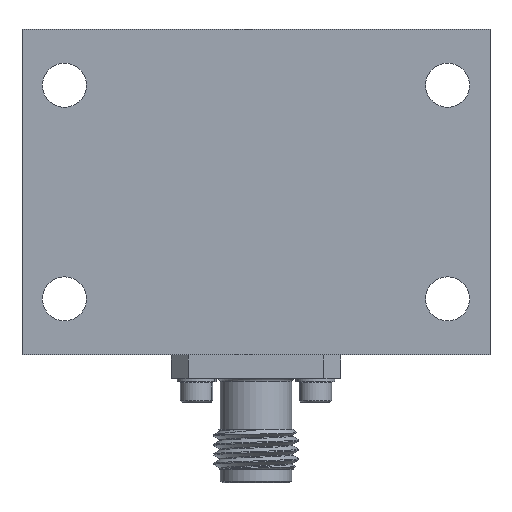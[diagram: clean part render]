
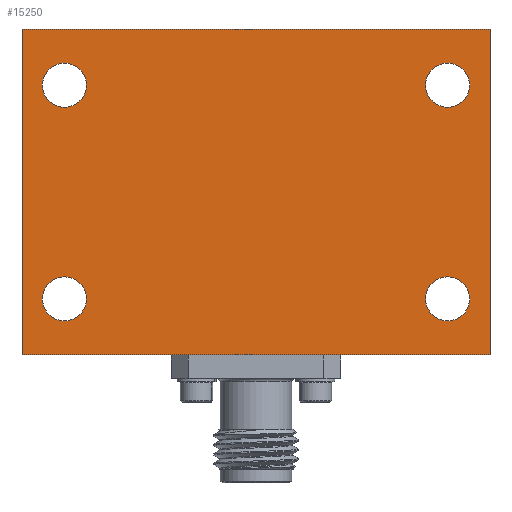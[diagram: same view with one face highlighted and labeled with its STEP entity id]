
A CAD part, front view. The second image highlights one B-rep face of the part: STEP entity #15250.
In plain terms, the highlighted planar face has unit normal (0, -1, 0).
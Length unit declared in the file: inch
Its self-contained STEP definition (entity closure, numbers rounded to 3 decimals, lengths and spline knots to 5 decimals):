
#46 = LINE ( 'NONE', #8041, #2364 ) ;
#161 = CIRCLE ( 'NONE', #15050, 0.065 ) ;
#460 = CIRCLE ( 'NONE', #14490, 0.065 ) ;
#628 = AXIS2_PLACEMENT_3D ( 'NONE', #14571, #22682, #4440 ) ;
#767 = DIRECTION ( 'NONE',  ( 0., -1., 0. ) ) ;
#1092 = CARTESIAN_POINT ( 'NONE',  ( -0.44, -0.285, -0.48 ) ) ;
#1292 = EDGE_LOOP ( 'NONE', ( #2822, #21672 ) ) ;
#1353 = DIRECTION ( 'NONE',  ( 0., -1., 0. ) ) ;
#1810 = VERTEX_POINT ( 'NONE', #25237 ) ;
#2195 = DIRECTION ( 'NONE',  ( 0., 0., -1. ) ) ;
#2364 = VECTOR ( 'NONE', #22006, 39.37008 ) ;
#2600 = EDGE_CURVE ( 'NONE', #18693, #1810, #460, .T. ) ;
#2822 = ORIENTED_EDGE ( 'NONE', *, *, #18100, .F. ) ;
#3016 = DIRECTION ( 'NONE',  ( 0., -1., 0. ) ) ;
#3326 = CARTESIAN_POINT ( 'NONE',  ( 0.565, -0.285, -0.25 ) ) ;
#3663 = CARTESIAN_POINT ( 'NONE',  ( -0.565, -0.285, -0.315 ) ) ;
#3825 = LINE ( 'NONE', #14091, #25595 ) ;
#4440 = DIRECTION ( 'NONE',  ( 0., 0., -1. ) ) ;
#4886 = DIRECTION ( 'NONE',  ( 0., -1., 0. ) ) ;
#5005 = DIRECTION ( 'NONE',  ( 0., 0., -1. ) ) ;
#5192 = CIRCLE ( 'NONE', #10759, 0.065 ) ;
#5494 = CARTESIAN_POINT ( 'NONE',  ( -0.565, -0.285, 0.25 ) ) ;
#5524 = VERTEX_POINT ( 'NONE', #24686 ) ;
#5531 = EDGE_CURVE ( 'NONE', #18293, #11763, #25702, .T. ) ;
#5625 = FACE_BOUND ( 'NONE', #1292, .T. ) ;
#5690 = EDGE_CURVE ( 'NONE', #19426, #15938, #13826, .T. ) ;
#6601 = VECTOR ( 'NONE', #11207, 39.37008 ) ;
#6787 = EDGE_CURVE ( 'NONE', #7838, #24864, #23082, .T. ) ;
#7598 = ORIENTED_EDGE ( 'NONE', *, *, #8238, .F. ) ;
#7768 = DIRECTION ( 'NONE',  ( 0., 1., 0. ) ) ;
#7838 = VERTEX_POINT ( 'NONE', #9246 ) ;
#8041 = CARTESIAN_POINT ( 'NONE',  ( 0.69, -0.285, 0.48 ) ) ;
#8238 = EDGE_CURVE ( 'NONE', #5524, #12799, #15077, .T. ) ;
#8386 = CARTESIAN_POINT ( 'NONE',  ( 0.69, -0.285, 0.48 ) ) ;
#8700 = ORIENTED_EDGE ( 'NONE', *, *, #25157, .T. ) ;
#8748 = AXIS2_PLACEMENT_3D ( 'NONE', #13619, #1353, #11488 ) ;
#9025 = ORIENTED_EDGE ( 'NONE', *, *, #6787, .T. ) ;
#9062 = ORIENTED_EDGE ( 'NONE', *, *, #5531, .F. ) ;
#9106 = DIRECTION ( 'NONE',  ( 1., 0., 0. ) ) ;
#9229 = EDGE_CURVE ( 'NONE', #24958, #20213, #19718, .T. ) ;
#9246 = CARTESIAN_POINT ( 'NONE',  ( -0.69, -0.285, -0.48 ) ) ;
#9470 = ORIENTED_EDGE ( 'NONE', *, *, #19732, .F. ) ;
#9636 = DIRECTION ( 'NONE',  ( 0., -1., 0. ) ) ;
#9772 = FACE_BOUND ( 'NONE', #19896, .T. ) ;
#10268 = AXIS2_PLACEMENT_3D ( 'NONE', #25999, #7768, #15885 ) ;
#10377 = DIRECTION ( 'NONE',  ( 0., 0., -1. ) ) ;
#10759 = AXIS2_PLACEMENT_3D ( 'NONE', #3663, #11795, #2195 ) ;
#10800 = CIRCLE ( 'NONE', #22703, 0.065 ) ;
#11207 = DIRECTION ( 'NONE',  ( 1., 0., 0. ) ) ;
#11272 = DIRECTION ( 'NONE',  ( 0., 0., -1. ) ) ;
#11338 = CARTESIAN_POINT ( 'NONE',  ( -0.44, -0.285, 0.48 ) ) ;
#11488 = DIRECTION ( 'NONE',  ( 0., 0., -1. ) ) ;
#11581 = CARTESIAN_POINT ( 'NONE',  ( 0.565, -0.285, -0.315 ) ) ;
#11708 = EDGE_LOOP ( 'NONE', ( #9025, #8700, #7598, #15400 ) ) ;
#11763 = VERTEX_POINT ( 'NONE', #16264 ) ;
#11795 = DIRECTION ( 'NONE',  ( 0., -1., 0. ) ) ;
#11796 = EDGE_LOOP ( 'NONE', ( #26017, #9470 ) ) ;
#12799 = VERTEX_POINT ( 'NONE', #8386 ) ;
#12990 = CARTESIAN_POINT ( 'NONE',  ( 0.69, -0.285, -0.48 ) ) ;
#13025 = CARTESIAN_POINT ( 'NONE',  ( 0.565, -0.285, -0.315 ) ) ;
#13032 = CARTESIAN_POINT ( 'NONE',  ( -0.565, -0.285, 0.315 ) ) ;
#13619 = CARTESIAN_POINT ( 'NONE',  ( -0.565, -0.285, -0.315 ) ) ;
#13755 = DIRECTION ( 'NONE',  ( 0., 0., -1. ) ) ;
#13824 = DIRECTION ( 'NONE',  ( 0., 0., -1. ) ) ;
#13826 = CIRCLE ( 'NONE', #8748, 0.065 ) ;
#14028 = EDGE_CURVE ( 'NONE', #11763, #18293, #18310, .T. ) ;
#14091 = CARTESIAN_POINT ( 'NONE',  ( -0.69, -0.285, 0.48 ) ) ;
#14490 = AXIS2_PLACEMENT_3D ( 'NONE', #13025, #3016, #11272 ) ;
#14571 = CARTESIAN_POINT ( 'NONE',  ( 0.565, -0.285, 0.315 ) ) ;
#15050 = AXIS2_PLACEMENT_3D ( 'NONE', #19018, #4886, #10377 ) ;
#15077 = LINE ( 'NONE', #11338, #6601 ) ;
#15250 = ADVANCED_FACE ( 'NONE', ( #16283, #15755, #5625, #19864, #9772 ), #17894, .F. ) ;
#15400 = ORIENTED_EDGE ( 'NONE', *, *, #17164, .T. ) ;
#15755 = FACE_BOUND ( 'NONE', #11796, .T. ) ;
#15885 = DIRECTION ( 'NONE',  ( 1., 0., 0. ) ) ;
#15938 = VERTEX_POINT ( 'NONE', #21627 ) ;
#16264 = CARTESIAN_POINT ( 'NONE',  ( 0.565, -0.285, 0.25 ) ) ;
#16283 = FACE_OUTER_BOUND ( 'NONE', #11708, .T. ) ;
#17164 = EDGE_CURVE ( 'NONE', #5524, #7838, #3825, .T. ) ;
#17894 = PLANE ( 'NONE',  #10268 ) ;
#18100 = EDGE_CURVE ( 'NONE', #15938, #19426, #5192, .T. ) ;
#18293 = VERTEX_POINT ( 'NONE', #21591 ) ;
#18310 = CIRCLE ( 'NONE', #23377, 0.065 ) ;
#18693 = VERTEX_POINT ( 'NONE', #3326 ) ;
#18782 = ORIENTED_EDGE ( 'NONE', *, *, #2600, .F. ) ;
#19001 = ORIENTED_EDGE ( 'NONE', *, *, #14028, .F. ) ;
#19018 = CARTESIAN_POINT ( 'NONE',  ( -0.565, -0.285, 0.315 ) ) ;
#19248 = CARTESIAN_POINT ( 'NONE',  ( 0.565, -0.285, 0.315 ) ) ;
#19426 = VERTEX_POINT ( 'NONE', #25678 ) ;
#19437 = EDGE_CURVE ( 'NONE', #1810, #18693, #10800, .T. ) ;
#19718 = CIRCLE ( 'NONE', #20163, 0.065 ) ;
#19732 = EDGE_CURVE ( 'NONE', #20213, #24958, #161, .T. ) ;
#19864 = FACE_BOUND ( 'NONE', #25876, .T. ) ;
#19896 = EDGE_LOOP ( 'NONE', ( #20820, #18782 ) ) ;
#20163 = AXIS2_PLACEMENT_3D ( 'NONE', #13032, #767, #5005 ) ;
#20213 = VERTEX_POINT ( 'NONE', #22221 ) ;
#20820 = ORIENTED_EDGE ( 'NONE', *, *, #19437, .F. ) ;
#21591 = CARTESIAN_POINT ( 'NONE',  ( 0.565, -0.285, 0.38 ) ) ;
#21627 = CARTESIAN_POINT ( 'NONE',  ( -0.565, -0.285, -0.38 ) ) ;
#21672 = ORIENTED_EDGE ( 'NONE', *, *, #5690, .F. ) ;
#22006 = DIRECTION ( 'NONE',  ( 0., 0., 1. ) ) ;
#22221 = CARTESIAN_POINT ( 'NONE',  ( -0.565, -0.285, 0.38 ) ) ;
#22682 = DIRECTION ( 'NONE',  ( 0., -1., 0. ) ) ;
#22703 = AXIS2_PLACEMENT_3D ( 'NONE', #11581, #23822, #23549 ) ;
#23082 = LINE ( 'NONE', #1092, #25309 ) ;
#23377 = AXIS2_PLACEMENT_3D ( 'NONE', #19248, #9636, #13755 ) ;
#23549 = DIRECTION ( 'NONE',  ( 0., 0., -1. ) ) ;
#23822 = DIRECTION ( 'NONE',  ( 0., -1., 0. ) ) ;
#24686 = CARTESIAN_POINT ( 'NONE',  ( -0.69, -0.285, 0.48 ) ) ;
#24864 = VERTEX_POINT ( 'NONE', #12990 ) ;
#24958 = VERTEX_POINT ( 'NONE', #5494 ) ;
#25157 = EDGE_CURVE ( 'NONE', #24864, #12799, #46, .T. ) ;
#25237 = CARTESIAN_POINT ( 'NONE',  ( 0.565, -0.285, -0.38 ) ) ;
#25309 = VECTOR ( 'NONE', #9106, 39.37008 ) ;
#25595 = VECTOR ( 'NONE', #13824, 39.37008 ) ;
#25678 = CARTESIAN_POINT ( 'NONE',  ( -0.565, -0.285, -0.25 ) ) ;
#25702 = CIRCLE ( 'NONE', #628, 0.065 ) ;
#25876 = EDGE_LOOP ( 'NONE', ( #19001, #9062 ) ) ;
#25999 = CARTESIAN_POINT ( 'NONE',  ( -0.44, -0.285, 0.48 ) ) ;
#26017 = ORIENTED_EDGE ( 'NONE', *, *, #9229, .F. ) ;
